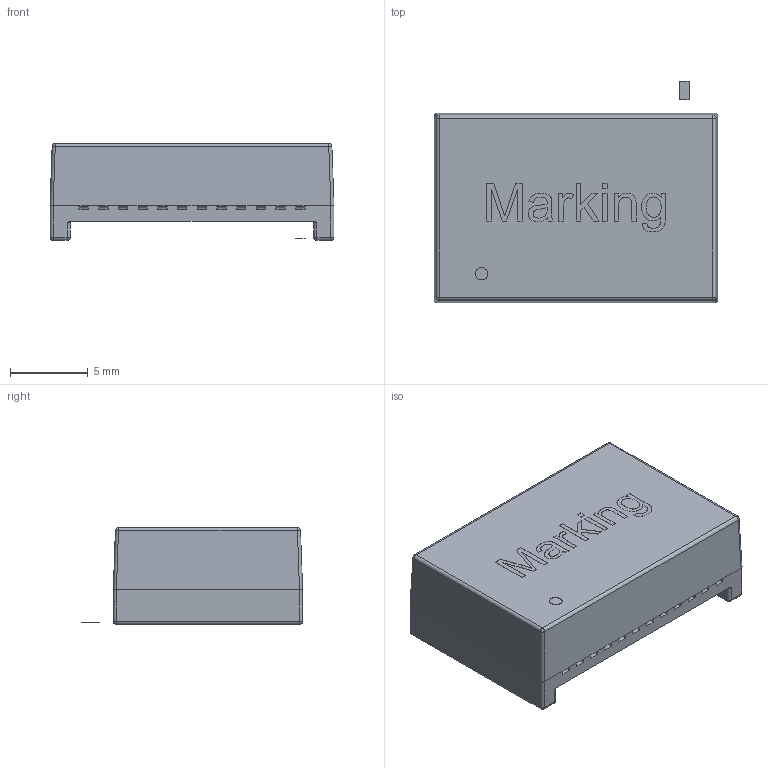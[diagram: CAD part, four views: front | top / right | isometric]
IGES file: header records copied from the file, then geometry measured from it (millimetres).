
Start section: C
Global section: file name: 749023015.igs; native system: By Siemens PLM Incorporated; preprocessor: XPlus GENERIC/IGES 17.0.49; author: Author; organization: Title; date: 20151119.150631; units: millimetre
Bounding box: 18.3 x 14.26 x 6.25 mm (x, y, z)
Volume: 530.2 mm3; surface area: 1044.1 mm2
Topology: 1 solids, 1 shells, 341 faces, 970 edges, 604 vertices
Faces by surface type: bspline 341
